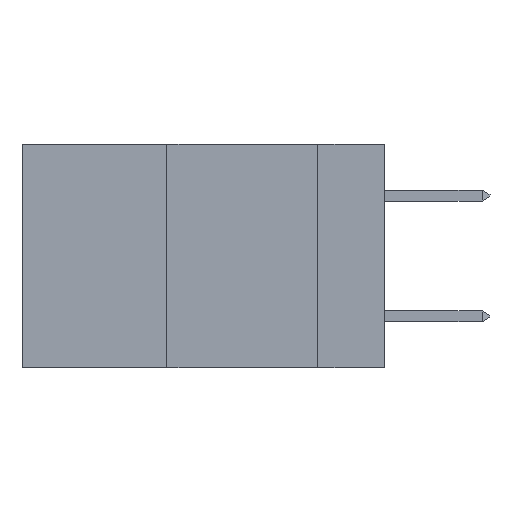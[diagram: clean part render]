
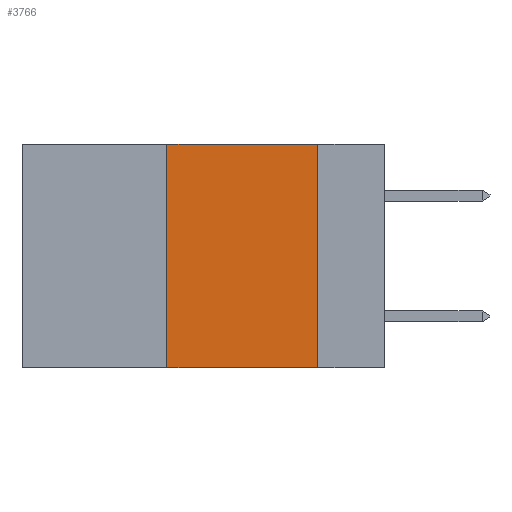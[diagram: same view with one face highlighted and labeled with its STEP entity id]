
A CAD part, left-side view. The second image highlights one B-rep face of the part: STEP entity #3766.
In plain terms, the highlighted planar face has unit normal (-1, 0, 0).
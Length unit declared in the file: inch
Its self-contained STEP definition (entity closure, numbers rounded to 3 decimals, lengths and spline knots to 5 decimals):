
#620 = CARTESIAN_POINT ( 'NONE',  ( 0., 0.11, 0. ) ) ;
#1892 = AXIS2_PLACEMENT_3D ( 'NONE', #19310, #23811, #8601 ) ;
#2148 = VECTOR ( 'NONE', #11911, 39.37008 ) ;
#2411 = DIRECTION ( 'NONE',  ( 0., 0., -1. ) ) ;
#2522 = LINE ( 'NONE', #13811, #15116 ) ;
#2633 = FACE_OUTER_BOUND ( 'NONE', #24069, .T. ) ;
#3766 = ADVANCED_FACE ( 'NONE', ( #2633 ), #13329, .F. ) ;
#5177 = CARTESIAN_POINT ( 'NONE',  ( 0., 0.36, 0. ) ) ;
#5456 = ORIENTED_EDGE ( 'NONE', *, *, #23691, .F. ) ;
#5731 = EDGE_CURVE ( 'NONE', #23608, #23080, #7762, .T. ) ;
#7762 = LINE ( 'NONE', #23255, #12662 ) ;
#8157 = EDGE_CURVE ( 'NONE', #23608, #19959, #12588, .T. ) ;
#8601 = DIRECTION ( 'NONE',  ( 0., 0., -1. ) ) ;
#9170 = VECTOR ( 'NONE', #2411, 39.37008 ) ;
#11170 = ORIENTED_EDGE ( 'NONE', *, *, #5731, .F. ) ;
#11563 = CARTESIAN_POINT ( 'NONE',  ( 0., 0.6, -0.37 ) ) ;
#11747 = DIRECTION ( 'NONE',  ( 0., -1., 0. ) ) ;
#11911 = DIRECTION ( 'NONE',  ( 0., -1., 0. ) ) ;
#12258 = EDGE_CURVE ( 'NONE', #12623, #19959, #13179, .T. ) ;
#12588 = LINE ( 'NONE', #11563, #2148 ) ;
#12623 = VERTEX_POINT ( 'NONE', #13148 ) ;
#12662 = VECTOR ( 'NONE', #23348, 39.37008 ) ;
#13148 = CARTESIAN_POINT ( 'NONE',  ( 0., 0.11, 0. ) ) ;
#13179 = LINE ( 'NONE', #620, #9170 ) ;
#13329 = PLANE ( 'NONE',  #1892 ) ;
#13811 = CARTESIAN_POINT ( 'NONE',  ( 0., 0.6, 0. ) ) ;
#14278 = ORIENTED_EDGE ( 'NONE', *, *, #12258, .F. ) ;
#15116 = VECTOR ( 'NONE', #11747, 39.37008 ) ;
#17183 = ORIENTED_EDGE ( 'NONE', *, *, #8157, .T. ) ;
#19310 = CARTESIAN_POINT ( 'NONE',  ( 0., 0.6, 0. ) ) ;
#19959 = VERTEX_POINT ( 'NONE', #21901 ) ;
#21901 = CARTESIAN_POINT ( 'NONE',  ( 0., 0.11, -0.37 ) ) ;
#23080 = VERTEX_POINT ( 'NONE', #5177 ) ;
#23255 = CARTESIAN_POINT ( 'NONE',  ( 0., 0.36, 0. ) ) ;
#23348 = DIRECTION ( 'NONE',  ( 0., 0., 1. ) ) ;
#23492 = CARTESIAN_POINT ( 'NONE',  ( 0., 0.36, -0.37 ) ) ;
#23608 = VERTEX_POINT ( 'NONE', #23492 ) ;
#23691 = EDGE_CURVE ( 'NONE', #23080, #12623, #2522, .T. ) ;
#23811 = DIRECTION ( 'NONE',  ( 1., 0., 0. ) ) ;
#24069 = EDGE_LOOP ( 'NONE', ( #14278, #5456, #11170, #17183 ) ) ;
